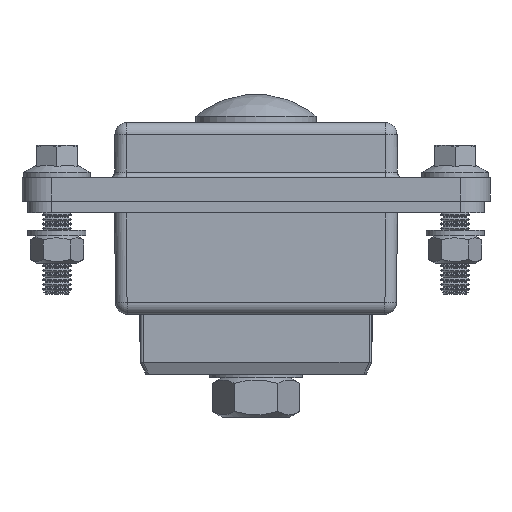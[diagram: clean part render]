
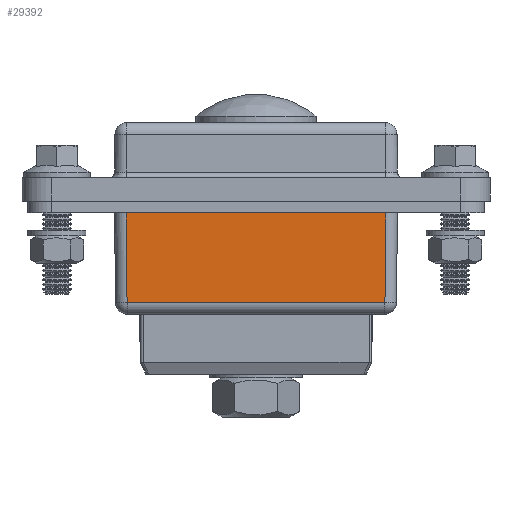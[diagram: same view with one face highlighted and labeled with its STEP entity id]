
A CAD part, left-side view. The second image highlights one B-rep face of the part: STEP entity #29392.
In plain terms, the highlighted planar face has unit normal (-1, 0, 0).
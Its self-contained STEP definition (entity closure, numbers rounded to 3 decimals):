
#16506=CARTESIAN_POINT('',(-110.5,-22.18,-8.0));
#16507=VERTEX_POINT('',#16506);
#16515=CARTESIAN_POINT('',(-110.5,22.18,-8.0));
#16516=VERTEX_POINT('',#16515);
#16517=CARTESIAN_POINT('',(-110.5,-22.18,-8.0));
#16518=DIRECTION('',(0.0,1.0,0.0));
#16519=VECTOR('',#16518,44.36);
#16520=LINE('',#16517,#16519);
#16521=EDGE_CURVE('',#16507,#16516,#16520,.T.);
#17561=CARTESIAN_POINT('',(-110.5,-22.324,8.5));
#17562=VERTEX_POINT('',#17561);
#17603=CARTESIAN_POINT('',(-110.5,22.324,8.5));
#17604=VERTEX_POINT('',#17603);
#17605=CARTESIAN_POINT('',(-110.5,22.324,8.5));
#17606=DIRECTION('',(0.0,-1.0,0.0));
#17607=VECTOR('',#17606,44.648);
#17608=LINE('',#17605,#17607);
#17609=EDGE_CURVE('',#17604,#17562,#17608,.T.);
#17796=CARTESIAN_POINT('',(-110.5,-22.324,8.5));
#17797=DIRECTION('',(0.0,0.009,-1.));
#17798=VECTOR('',#17797,16.501);
#17799=LINE('',#17796,#17798);
#17800=EDGE_CURVE('',#17562,#16507,#17799,.T.);
#18172=CARTESIAN_POINT('',(-110.5,22.18,-8.0));
#18173=DIRECTION('',(0.0,0.009,1.));
#18174=VECTOR('',#18173,16.501);
#18175=LINE('',#18172,#18174);
#18176=EDGE_CURVE('',#16516,#17604,#18175,.T.);
#29381=CARTESIAN_POINT('',(-110.5,-24.25,0.0));
#29382=DIRECTION('',(-1.0,0.0,0.0));
#29383=DIRECTION('',(0.0,0.0,1.0));
#29384=AXIS2_PLACEMENT_3D('',#29381,#29382,#29383);
#29385=PLANE('',#29384);
#29386=ORIENTED_EDGE('',*,*,#16521,.F.);
#29387=ORIENTED_EDGE('',*,*,#17800,.F.);
#29388=ORIENTED_EDGE('',*,*,#17609,.F.);
#29389=ORIENTED_EDGE('',*,*,#18176,.F.);
#29390=EDGE_LOOP('',(#29386,#29387,#29388,#29389));
#29391=FACE_OUTER_BOUND('',#29390,.T.);
#29392=ADVANCED_FACE('',(#29391),#29385,.T.);
